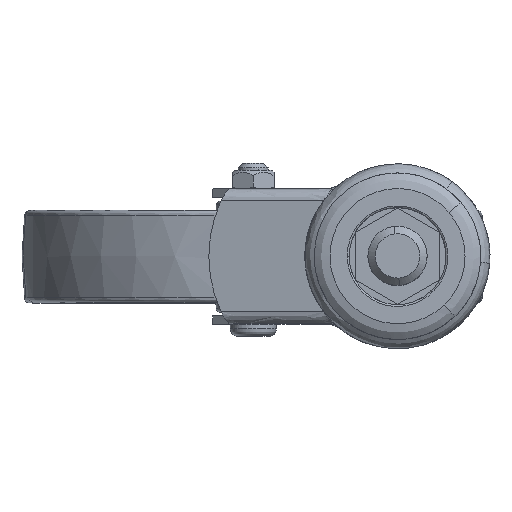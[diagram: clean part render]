
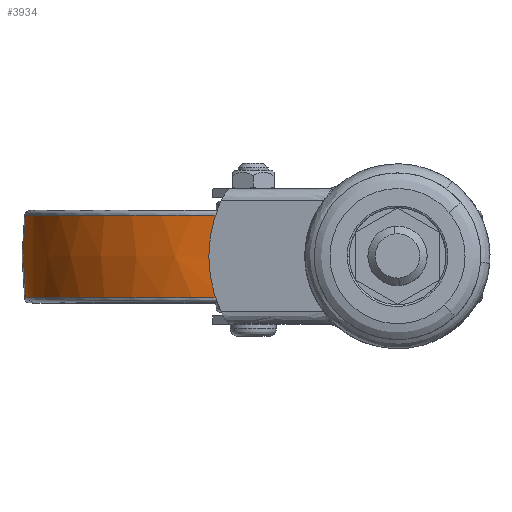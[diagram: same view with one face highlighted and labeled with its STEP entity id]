
A CAD part, top view. The second image highlights one B-rep face of the part: STEP entity #3934.
In plain terms, the highlighted free-form (B-spline) face has degree [2, 2] with [5, 5] control points.
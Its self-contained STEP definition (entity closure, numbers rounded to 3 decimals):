
#2992=CARTESIAN_POINT('',(0.0,-11.167,61.874));
#2993=VERTEX_POINT('',#2992);
#3007=CARTESIAN_POINT('',(-61.461,-11.168,7.144));
#3008=VERTEX_POINT('',#3007);
#3009=CARTESIAN_POINT('',(0.0,-11.167,61.874));
#3010=CARTESIAN_POINT('',(-55.099,-11.167,61.874));
#3011=CARTESIAN_POINT('',(-61.461,-11.168,7.144));
#3019=(BOUNDED_CURVE()B_SPLINE_CURVE(2,(#3009,#3010,#3011),.UNSPECIFIED.,.F.,.U.)B_SPLINE_CURVE_WITH_KNOTS((3,3),(0.5,0.73),.UNSPECIFIED.)CURVE()GEOMETRIC_REPRESENTATION_ITEM()RATIONAL_B_SPLINE_CURVE((1.0,0.731,0.957))REPRESENTATION_ITEM(''));
#3020=EDGE_CURVE('',#2993,#3008,#3019,.T.);
#3087=CARTESIAN_POINT('',(0.0,11.168,61.874));
#3088=VERTEX_POINT('',#3087);
#3166=CARTESIAN_POINT('',(-61.461,11.168,7.144));
#3167=VERTEX_POINT('',#3166);
#3181=CARTESIAN_POINT('',(0.0,11.168,61.874));
#3182=CARTESIAN_POINT('',(-55.099,11.168,61.874));
#3183=CARTESIAN_POINT('',(-61.461,11.168,7.144));
#3191=(BOUNDED_CURVE()B_SPLINE_CURVE(2,(#3181,#3182,#3183),.UNSPECIFIED.,.F.,.U.)B_SPLINE_CURVE_WITH_KNOTS((3,3),(0.5,0.73),.UNSPECIFIED.)CURVE()GEOMETRIC_REPRESENTATION_ITEM()RATIONAL_B_SPLINE_CURVE((1.0,0.731,0.957))REPRESENTATION_ITEM(''));
#3192=EDGE_CURVE('',#3088,#3167,#3191,.T.);
#3855=CARTESIAN_POINT('',(-61.461,-11.168,7.144));
#3856=CARTESIAN_POINT('',(-62.082,-5.601,7.216));
#3857=CARTESIAN_POINT('',(-62.082,0.,7.216));
#3858=CARTESIAN_POINT('',(-62.082,5.601,7.216));
#3859=CARTESIAN_POINT('',(-61.461,11.168,7.144));
#3867=(BOUNDED_CURVE()B_SPLINE_CURVE(2,(#3855,#3856,#3857,#3858,#3859),.UNSPECIFIED.,.F.,.U.)B_SPLINE_CURVE_WITH_KNOTS((3,2,3),(0.451,0.5,0.549),.UNSPECIFIED.)CURVE()GEOMETRIC_REPRESENTATION_ITEM()RATIONAL_B_SPLINE_CURVE((0.928,0.941,0.957,0.941,0.928))REPRESENTATION_ITEM(''));
#3868=EDGE_CURVE('',#3008,#3167,#3867,.T.);
#3874=CARTESIAN_POINT('',(0.0,-11.167,61.874));
#3875=CARTESIAN_POINT('',(0.0,-5.601,62.5));
#3876=CARTESIAN_POINT('',(0.0,0.0,62.5));
#3877=CARTESIAN_POINT('',(0.0,5.601,62.5));
#3878=CARTESIAN_POINT('',(0.0,11.168,61.874));
#3886=(BOUNDED_CURVE()B_SPLINE_CURVE(2,(#3874,#3875,#3876,#3877,#3878),.UNSPECIFIED.,.F.,.U.)B_SPLINE_CURVE_WITH_KNOTS((3,2,3),(0.451,0.5,0.549),.UNSPECIFIED.)CURVE()GEOMETRIC_REPRESENTATION_ITEM()RATIONAL_B_SPLINE_CURVE((0.97,0.983,1.0,0.983,0.97))REPRESENTATION_ITEM(''));
#3887=EDGE_CURVE('',#2993,#3088,#3886,.T.);
#3895=CARTESIAN_POINT('',(0.401,-12.296,61.741));
#3896=CARTESIAN_POINT('',(0.405,-6.171,62.5));
#3897=CARTESIAN_POINT('',(0.405,0.0,62.5));
#3898=CARTESIAN_POINT('',(0.405,6.171,62.5));
#3899=CARTESIAN_POINT('',(0.401,12.296,61.741));
#3900=CARTESIAN_POINT('',(0.201,-12.296,61.741));
#3901=CARTESIAN_POINT('',(0.203,-6.171,62.5));
#3902=CARTESIAN_POINT('',(0.203,0.0,62.5));
#3903=CARTESIAN_POINT('',(0.203,6.171,62.5));
#3904=CARTESIAN_POINT('',(0.201,12.296,61.741));
#3905=CARTESIAN_POINT('',(-54.98,-12.296,61.741));
#3906=CARTESIAN_POINT('',(-55.656,-6.171,62.5));
#3907=CARTESIAN_POINT('',(-55.656,0.0,62.5));
#3908=CARTESIAN_POINT('',(-55.656,6.171,62.5));
#3909=CARTESIAN_POINT('',(-54.98,12.296,61.741));
#3910=CARTESIAN_POINT('',(-61.352,-12.296,6.921));
#3911=CARTESIAN_POINT('',(-62.106,-6.171,7.006));
#3912=CARTESIAN_POINT('',(-62.106,0.0,7.006));
#3913=CARTESIAN_POINT('',(-62.106,6.171,7.006));
#3914=CARTESIAN_POINT('',(-61.352,12.296,6.921));
#3915=CARTESIAN_POINT('',(-61.377,-12.296,6.713));
#3916=CARTESIAN_POINT('',(-62.131,-6.171,6.795));
#3917=CARTESIAN_POINT('',(-62.131,0.0,6.795));
#3918=CARTESIAN_POINT('',(-62.131,6.171,6.795));
#3919=CARTESIAN_POINT('',(-61.377,12.296,6.713));
#3927=(BOUNDED_SURFACE()B_SPLINE_SURFACE(2,2,((#3895,#3900,#3905,#3910,#3915),(#3896,#3901,#3906,#3911,#3916),(#3897,#3902,#3907,#3912,#3917),(#3898,#3903,#3908,#3913,#3918),(#3899,#3904,#3909,#3914,#3919)),.UNSPECIFIED.,.F.,.F.,.U.)B_SPLINE_SURFACE_WITH_KNOTS((3,2,3),(3,1,1,3),(0.0,12.528,25.056),(0.0,0.476,95.64,96.116),.UNSPECIFIED.)GEOMETRIC_REPRESENTATION_ITEM()RATIONAL_B_SPLINE_SURFACE(((0.97,0.968,0.706,0.926,0.927),(0.984,0.983,0.717,0.94,0.941),(1.003,1.001,0.731,0.958,0.959),(0.984,0.983,0.717,0.94,0.941),(0.97,0.968,0.706,0.926,0.927)))REPRESENTATION_ITEM('')SURFACE());
#3928=ORIENTED_EDGE('',*,*,#3020,.F.);
#3929=ORIENTED_EDGE('',*,*,#3887,.T.);
#3930=ORIENTED_EDGE('',*,*,#3192,.T.);
#3931=ORIENTED_EDGE('',*,*,#3868,.F.);
#3932=EDGE_LOOP('',(#3928,#3929,#3930,#3931));
#3933=FACE_OUTER_BOUND('',#3932,.T.);
#3934=ADVANCED_FACE('',(#3933),#3927,.T.);
